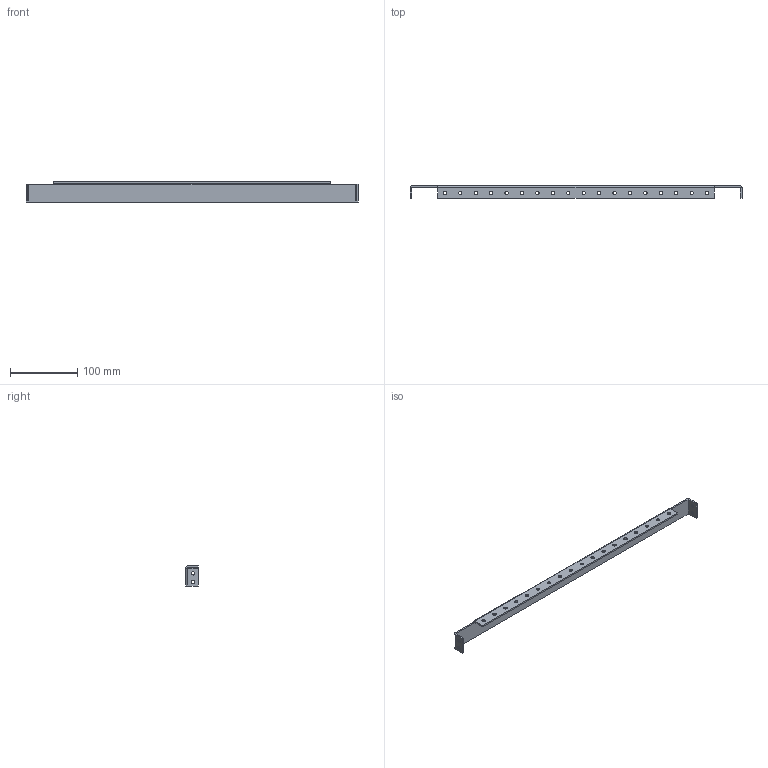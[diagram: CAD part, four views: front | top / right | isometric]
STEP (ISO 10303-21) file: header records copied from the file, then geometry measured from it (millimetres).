
FILE_DESCRIPTION (( 'STEP AP203' ), '1' );
FILE_NAME ('Penthouse_Front_WallSCS.STEP', '2024-12-11T04:18:59', ( '' ), ( '' ), 'SwSTEP 2.0', 'SolidWorks 2024', '' );
FILE_SCHEMA (( 'CONFIG_CONTROL_DESIGN' ));
Length unit declared in the file: inch
Products named in the file (1): Penthouse_Front_WallSCS
Bounding box: 491.97 x 19.05 x 29.77 mm (x, y, z)
Volume: 48763.3 mm3; surface area: 46045.3 mm2
Topology: 1 solids, 1 shells, 76 faces, 198 edges, 124 vertices
Faces by surface type: cylinder 50, plane 26
Entity records: 2517 total; most frequent: DIRECTION 452, CARTESIAN_POINT 399, ORIENTED_EDGE 396, EDGE_CURVE 198, AXIS2_PLACEMENT_3D 177, VERTEX_POINT 124, EDGE_LOOP 120, CIRCLE 100
